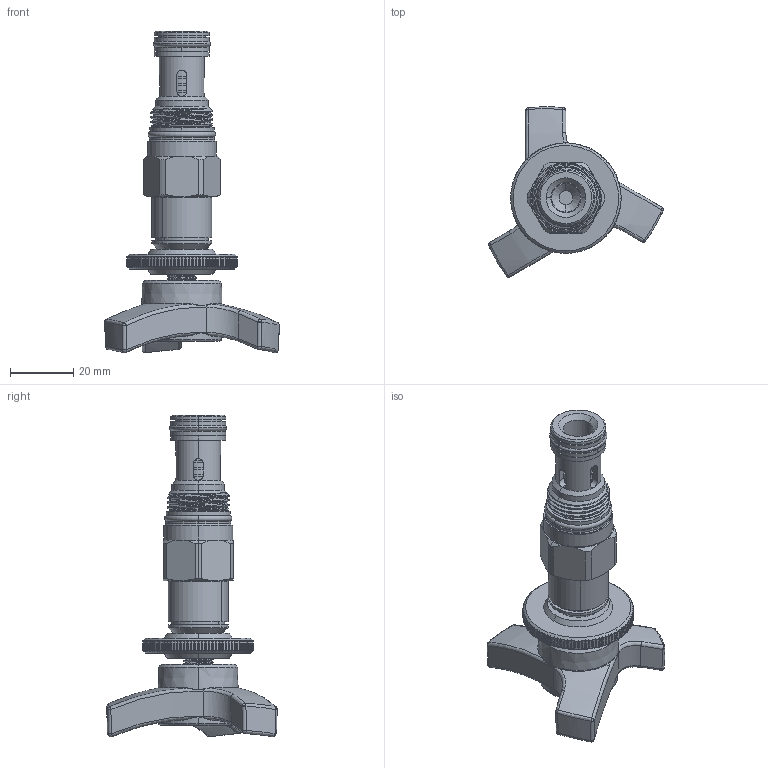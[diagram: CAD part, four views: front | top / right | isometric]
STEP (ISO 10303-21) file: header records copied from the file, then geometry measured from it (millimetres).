
FILE_DESCRIPTION (( 'STEP AP203' ), '1' );
FILE_NAME ('NV13A28-T.STEP', '2020-03-19T07:16:13', ( '' ), ( '' ), 'SwSTEP 2.0', 'SolidWorks 2018', '' );
FILE_SCHEMA (( 'CONFIG_CONTROL_DESIGN' ));
Length unit declared in the file: millimetre
Products named in the file (1): NV13A28-T
Bounding box: 55.33 x 54.02 x 101.89 mm (x, y, z)
Volume: 40638.4 mm3; surface area: 15154.1 mm2
Topology: 4 solids, 4 shells, 784 faces, 2087 edges, 1308 vertices
Faces by surface type: plane 336, cylinder 230, bspline 85, cone 66, sphere 40, torus 27
Entity records: 31955 total; most frequent: CARTESIAN_POINT 13594, ORIENTED_EDGE 4132, DIRECTION 3476, EDGE_CURVE 2066, AXIS2_PLACEMENT_3D 1359, VERTEX_POINT 1302, EDGE_LOOP 830, ADVANCED_FACE 784
